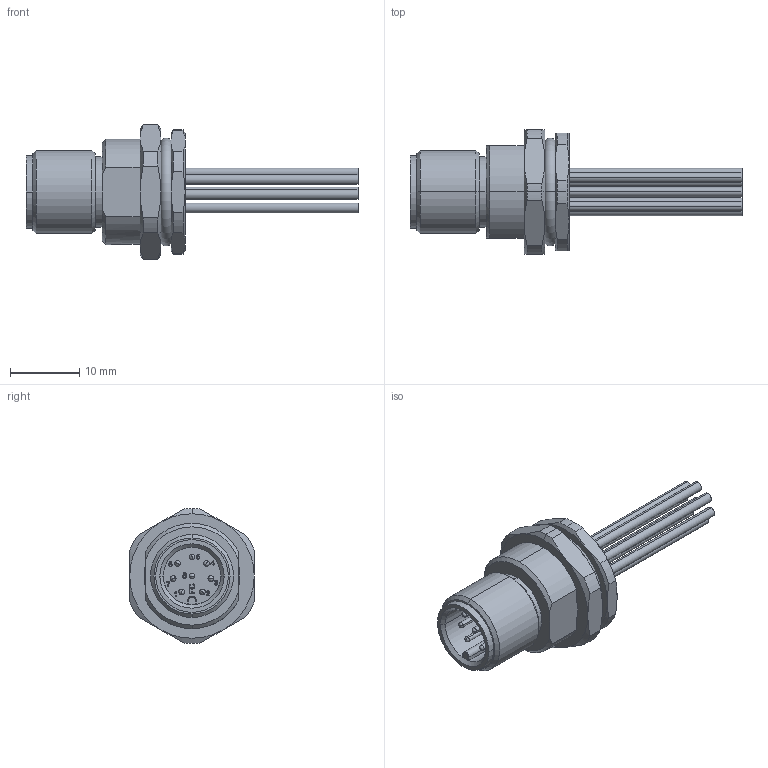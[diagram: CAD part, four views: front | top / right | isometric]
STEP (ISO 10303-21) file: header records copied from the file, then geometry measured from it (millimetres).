
FILE_DESCRIPTION((''),'2;1');
FILE_NAME('237162_SM01_ASM','2024-06-04T09:23:25',('banengservice'),('BANNER ENGINEERING'),'CREO PARAMETRIC BY PTC INC, 2022414','CREO PARAMETRIC BY PTC INC, 2022414','');
FILE_SCHEMA(('CONFIG_CONTROL_DESIGN'));
Length unit declared in the file: millimetre
Products named in the file (2): 237162_EP01; 237162_SM01_ASM
Assembly tree (1 placements, depth 2):
  237162_SM01_ASM
    237162_EP01
Bounding box: 48 x 18 x 19.5 mm (x, y, z)
Volume: 3559.9 mm3; surface area: 3051.6 mm2
Topology: 1 solids, 1 shells, 323 faces, 831 edges, 519 vertices
Faces by surface type: plane 107, cylinder 80, extrusion 75, cone 40, sphere 16, torus 5
Entity records: 10541 total; most frequent: CARTESIAN_POINT 2986, ORIENTED_EDGE 1598, DIRECTION 1405, EDGE_CURVE 799, VERTEX_POINT 519, AXIS2_PLACEMENT_3D 490, VECTOR 425, EDGE_LOOP 368
